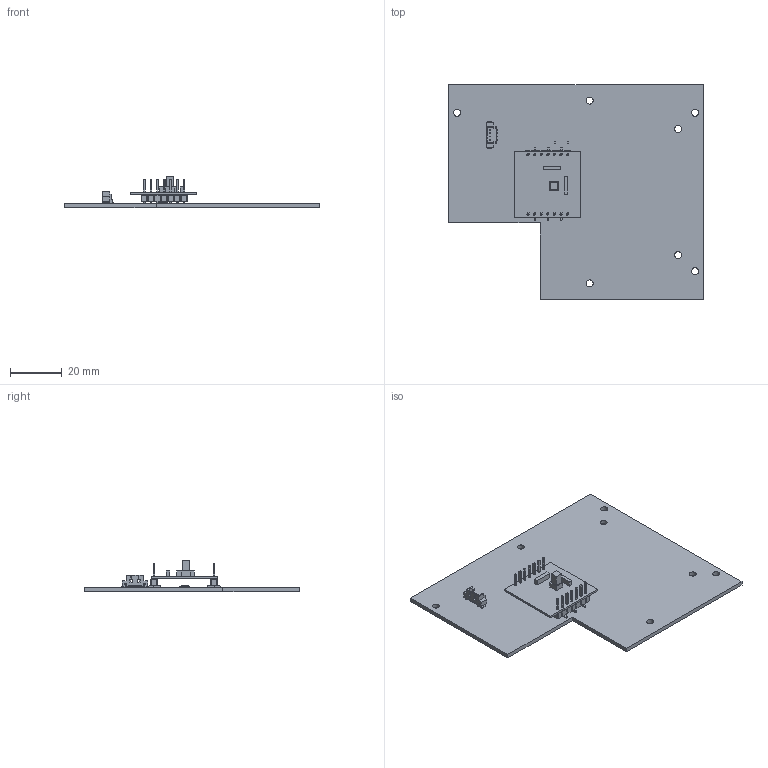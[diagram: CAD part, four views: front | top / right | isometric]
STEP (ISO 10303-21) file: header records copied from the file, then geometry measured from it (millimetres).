
FILE_DESCRIPTION(('KiCad electronic assembly'),'2;1');
FILE_NAME('Panel B E S2.step','2021-08-24T11:49:19',('An Author'),( 'A Company'),'Open CASCADE STEP processor 6.9', 'KiCad to STEP converter','Unknown');
FILE_SCHEMA(('AUTOMOTIVE_DESIGN { 1 0 10303 214 1 1 1 1 }'));
Length unit declared in the file: millimetre
Products named in the file (12): Open CASCADE STEP translator 6.9 1; PinHeader_1x07_P2.54mm_Vertical_SMD_Pin1Left; SOLID; Molex_PicoBlade_53398-0471_1x04-1MP_P1.25mm_Vertical; RM3100; MSOP-8-1EP_3x3mm_P0.65mm_EP1.68x1.88mm; R_0402_1005Metric; COMPOUND
Assembly tree (13 placements, depth 3):
  Open CASCADE STEP translator 6.9 1
    PinHeader_1x07_P2.54mm_Vertical_SMD_Pin1Left  x2
      SOLID
    Molex_PicoBlade_53398-0471_1x04-1MP_P1.25mm_Vertical
      SOLID
    RM3100
      SOLID
    MSOP-8-1EP_3x3mm_P0.65mm_EP1.68x1.88mm
      SOLID
    R_0402_1005Metric  x2
      SOLID
    COMPOUND
Bounding box: 98 x 82.6 x 12.25 mm (x, y, z)
Volume: 12197.2 mm3; surface area: 17242.8 mm2
Topology: 8 solids, 8 shells, 847 faces, 2179 edges, 1390 vertices
Faces by surface type: plane 709, cylinder 106, bspline 32
Full cylindrical faces by diameter (mm): 0.5 x1, 2.7 x7
Entity records: 44731 total; most frequent: CARTESIAN_POINT 7532, DIRECTION 6125, LINE 4438, VECTOR 4438, ORIENTED_EDGE 3272, PCURVE 3272, DEFINITIONAL_REPRESENTATION 3272, EDGE_CURVE 1636
